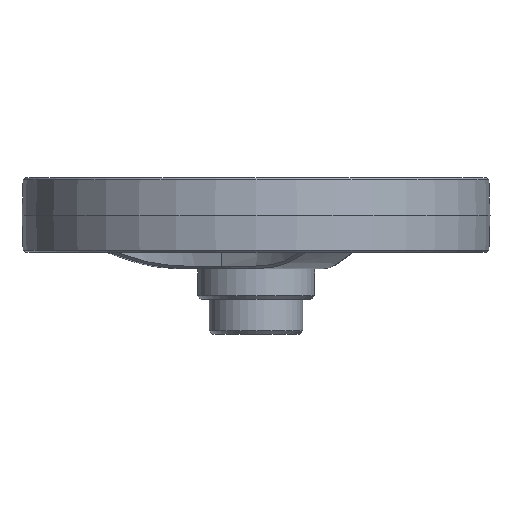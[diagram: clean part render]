
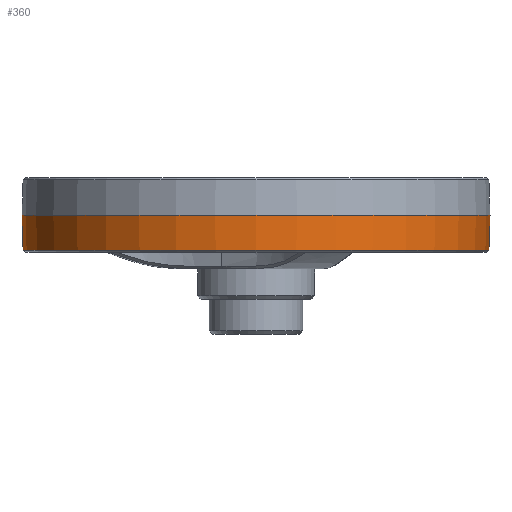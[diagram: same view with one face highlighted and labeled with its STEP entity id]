
A CAD part, front view. The second image highlights one B-rep face of the part: STEP entity #360.
In plain terms, the highlighted conical face has half-angle 1.79 degrees and reference radius 99.5 mm.
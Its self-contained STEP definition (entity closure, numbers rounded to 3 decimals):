
#360 = ADVANCED_FACE( '', ( #783, #784 ), #785, .T. );
#783 = FACE_BOUND( '', #2268, .T. );
#784 = FACE_OUTER_BOUND( '', #2269, .T. );
#785 = CONICAL_SURFACE( '', #2270, 99.5, 0.031 );
#2268 = EDGE_LOOP( '', ( #3973 ) );
#2269 = EDGE_LOOP( '', ( #3974 ) );
#2270 = AXIS2_PLACEMENT_3D( '', #3975, #3976, #3977 );
#3973 = ORIENTED_EDGE( '', *, *, #4346, .T. );
#3974 = ORIENTED_EDGE( '', *, *, #4578, .F. );
#3975 = CARTESIAN_POINT( '', ( 0., 0., 20. ) );
#3976 = DIRECTION( '', ( 0., 0., 1. ) );
#3977 = DIRECTION( '', ( 1., 0., 0. ) );
#4346 = EDGE_CURVE( '', #5031, #5031, #5032, .F. );
#4578 = EDGE_CURVE( '', #5374, #5374, #5375, .T. );
#5031 = VERTEX_POINT( '', #7182 );
#5032 = CIRCLE( '', #7183, 99.531 );
#5374 = VERTEX_POINT( '', #7950 );
#5375 = CIRCLE( '', #7951, 100. );
#7182 = CARTESIAN_POINT( '', ( -99.531, 0., 21. ) );
#7183 = AXIS2_PLACEMENT_3D( '', #8354, #8355, #8356 );
#7950 = CARTESIAN_POINT( '', ( 100., 0., 36. ) );
#7951 = AXIS2_PLACEMENT_3D( '', #8718, #8719, #8720 );
#8354 = CARTESIAN_POINT( '', ( 0., 0., 21. ) );
#8355 = DIRECTION( '', ( 0., 0., -1. ) );
#8356 = DIRECTION( '', ( -1., 0., 0. ) );
#8718 = CARTESIAN_POINT( '', ( 0., 0., 36. ) );
#8719 = DIRECTION( '', ( 0., 0., 1. ) );
#8720 = DIRECTION( '', ( 1., 0., 0. ) );
